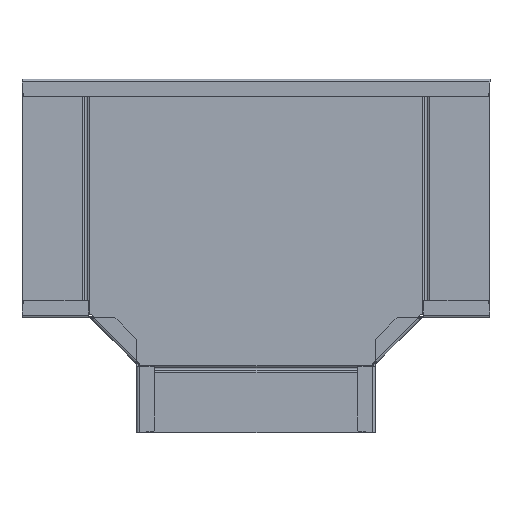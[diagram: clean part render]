
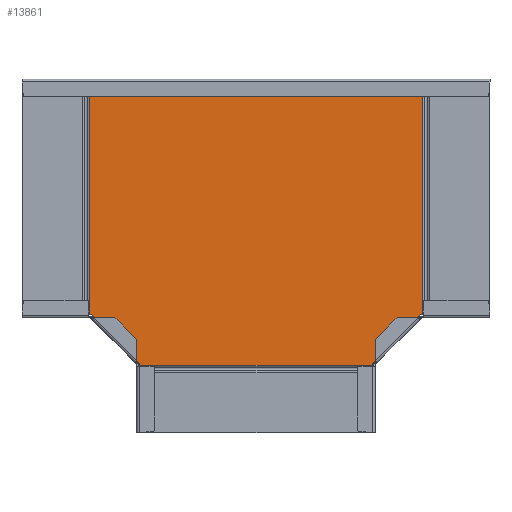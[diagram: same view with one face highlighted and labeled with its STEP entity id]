
A CAD part, top view. The second image highlights one B-rep face of the part: STEP entity #13861.
In plain terms, the highlighted planar face has unit normal (0, 0, 1).
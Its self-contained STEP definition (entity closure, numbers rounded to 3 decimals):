
#13178=DIRECTION('',(0.,1.,0.));
#13179=VECTOR('',#13178,1.972);
#13180=CARTESIAN_POINT('',(99.25,57.328,0.));
#13181=LINE('',#13180,#13179);
#13182=DIRECTION('',(0.,-1.,0.));
#13183=VECTOR('',#13182,1.972);
#13184=CARTESIAN_POINT('',(-99.25,59.3,0.));
#13185=LINE('',#13184,#13183);
#13186=DIRECTION('',(0.707,-0.707,0.));
#13187=VECTOR('',#13186,58.053);
#13188=CARTESIAN_POINT('',(-140.3,100.35,0.));
#13189=LINE('',#13188,#13187);
#13190=DIRECTION('',(1.,0.,0.));
#13191=VECTOR('',#13190,1.972);
#13192=CARTESIAN_POINT('',(-142.272,100.35,0.));
#13193=LINE('',#13192,#13191);
#13194=DIRECTION('',(1.,0.,0.));
#13195=VECTOR('',#13194,1.972);
#13196=CARTESIAN_POINT('',(140.3,100.35,0.));
#13197=LINE('',#13196,#13195);
#13198=DIRECTION('',(0.707,0.707,0.));
#13199=VECTOR('',#13198,58.053);
#13200=CARTESIAN_POINT('',(99.25,59.3,0.));
#13201=LINE('',#13200,#13199);
#13202=DIRECTION('',(-1.,0.,0.));
#13203=VECTOR('',#13202,198.5);
#13204=CARTESIAN_POINT('',(99.25,57.328,0.));
#13205=LINE('',#13204,#13203);
#13414=DIRECTION('',(1.,0.,0.));
#13415=VECTOR('',#13414,284.543);
#13416=CARTESIAN_POINT('',(-142.272,298.85,0.));
#13417=LINE('',#13416,#13415);
#13435=DIRECTION('',(0.,1.,0.));
#13436=VECTOR('',#13435,198.5);
#13437=CARTESIAN_POINT('',(-142.272,100.35,0.));
#13438=LINE('',#13437,#13436);
#13494=DIRECTION('',(0.,-1.,0.));
#13495=VECTOR('',#13494,198.5);
#13496=CARTESIAN_POINT('',(142.272,298.85,0.));
#13497=LINE('',#13496,#13495);
#13539=CARTESIAN_POINT('',(-142.272,298.85,0.));
#13541=VERTEX_POINT('',#13539);
#13544=CARTESIAN_POINT('',(142.272,298.85,0.));
#13546=VERTEX_POINT('',#13544);
#13578=CARTESIAN_POINT('',(-142.272,100.35,0.));
#13579=VERTEX_POINT('',#13578);
#13590=CARTESIAN_POINT('',(140.3,100.35,0.));
#13591=CARTESIAN_POINT('',(142.272,100.35,0.));
#13592=VERTEX_POINT('',#13590);
#13593=VERTEX_POINT('',#13591);
#13612=CARTESIAN_POINT('',(-140.3,100.35,0.));
#13613=CARTESIAN_POINT('',(-99.25,59.3,0.));
#13614=VERTEX_POINT('',#13612);
#13615=VERTEX_POINT('',#13613);
#13616=CARTESIAN_POINT('',(99.25,59.3,0.));
#13617=VERTEX_POINT('',#13616);
#13654=CARTESIAN_POINT('',(99.25,57.328,0.));
#13656=VERTEX_POINT('',#13654);
#13662=CARTESIAN_POINT('',(-99.25,57.328,0.));
#13663=VERTEX_POINT('',#13662);
#13836=CARTESIAN_POINT('',(-99.25,50.2,0.));
#13837=DIRECTION('',(0.,0.,1.));
#13838=DIRECTION('',(1.,0.,0.));
#13839=AXIS2_PLACEMENT_3D('',#13836,#13837,#13838);
#13840=PLANE('',#13839);
#13841=ORIENTED_EDGE('',*,*,#13689,.F.);
#13843=ORIENTED_EDGE('',*,*,#13842,.T.);
#13845=ORIENTED_EDGE('',*,*,#13844,.F.);
#13847=ORIENTED_EDGE('',*,*,#13846,.F.);
#13849=ORIENTED_EDGE('',*,*,#13848,.F.);
#13851=ORIENTED_EDGE('',*,*,#13850,.T.);
#13853=ORIENTED_EDGE('',*,*,#13852,.T.);
#13855=ORIENTED_EDGE('',*,*,#13854,.T.);
#13857=ORIENTED_EDGE('',*,*,#13856,.F.);
#13858=ORIENTED_EDGE('',*,*,#13827,.F.);
#13859=EDGE_LOOP('',(#13841,#13843,#13845,#13847,#13849,#13851,#13853,#13855,
#13857,#13858));
#13860=FACE_OUTER_BOUND('',#13859,.F.);
#13861=ADVANCED_FACE('',(#13860),#13840,.T.);
#13689=EDGE_CURVE('',#13656,#13617,#13181,.T.);
#13827=EDGE_CURVE('',#13617,#13592,#13201,.T.);
#13842=EDGE_CURVE('',#13656,#13663,#13205,.T.);
#13844=EDGE_CURVE('',#13615,#13663,#13185,.T.);
#13846=EDGE_CURVE('',#13614,#13615,#13189,.T.);
#13848=EDGE_CURVE('',#13579,#13614,#13193,.T.);
#13850=EDGE_CURVE('',#13579,#13541,#13438,.T.);
#13852=EDGE_CURVE('',#13541,#13546,#13417,.T.);
#13854=EDGE_CURVE('',#13546,#13593,#13497,.T.);
#13856=EDGE_CURVE('',#13592,#13593,#13197,.T.);
